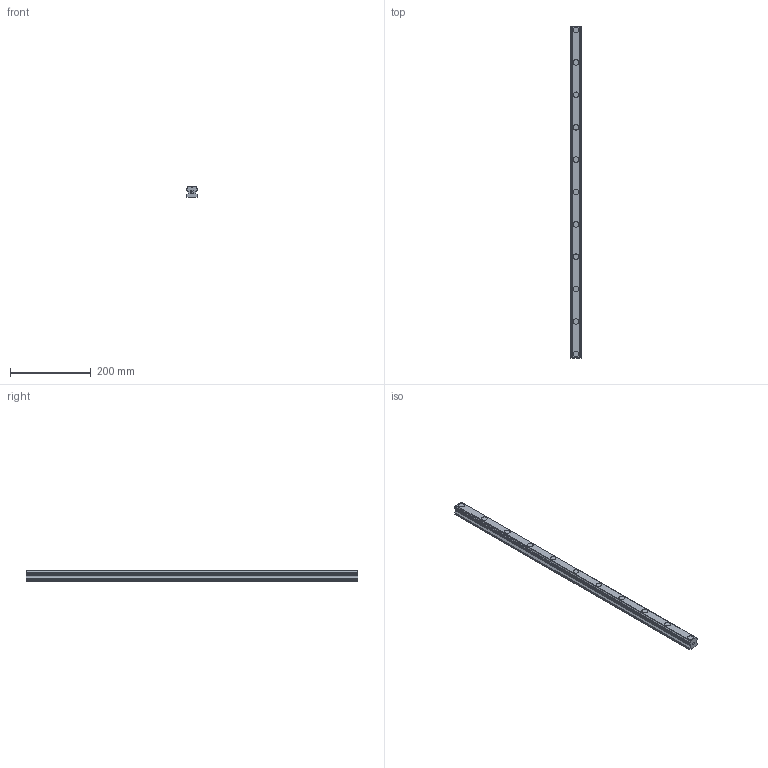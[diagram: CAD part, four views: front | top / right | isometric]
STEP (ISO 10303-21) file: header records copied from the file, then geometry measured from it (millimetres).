
FILE_DESCRIPTION(('STEP AP214'),'1');
FILE_NAME('cctmp_E39313C6-24B2-4F58-8EED-B0BB9E84D90C_2020_6_24_8_44_33_30..stp','2020-06-24T06:44:33',('HIWIN GmbH'),('CADClick - www.CADClick.com'),'Spatial InterOp 3D',' ','unknown authorization');
FILE_SCHEMA(('AUTOMOTIVE_DESIGN'));
Length unit declared in the file: millimetre
Products named in the file (1): HGR30R820H_FILE
Bounding box: 28 x 820 x 26 mm (x, y, z)
Volume: 475179.1 mm3; surface area: 103282 mm2
Topology: 1 solids, 1 shells, 214 faces, 525 edges, 350 vertices
Faces by surface type: plane 126, cylinder 88
Entity records: 8081 total; most frequent: DIRECTION 1131, CARTESIAN_POINT 1090, ORIENTED_EDGE 1050, EDGE_CURVE 525, AXIS2_PLACEMENT_3D 391, VERTEX_POINT 350, LINE 349, VECTOR 349
